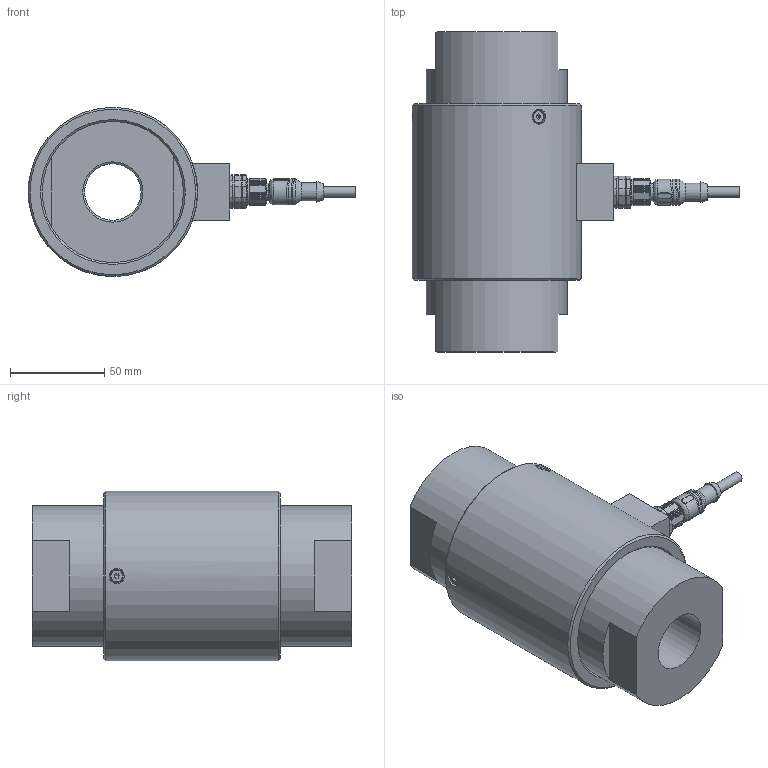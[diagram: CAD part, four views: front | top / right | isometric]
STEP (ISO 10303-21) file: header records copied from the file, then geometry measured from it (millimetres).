
FILE_DESCRIPTION (( 'STEP AP214' ), '1' );
FILE_NAME ('a_ZK2B50k...100K-N2.STEP', '2025-05-07T05:31:34', ( '' ), ( '' ), 'SwSTEP 2.0', 'SolidWorks 2023', '' );
FILE_SCHEMA (( 'AUTOMOTIVE_DESIGN' ));
Length unit declared in the file: millimetre
Products named in the file (1): a_ZK2B50k...100K-N2
Bounding box: 174.13 x 170 x 90 mm (x, y, z)
Volume: 805537.5 mm3; surface area: 128800.1 mm2
Topology: 8 solids, 13 shells, 734 faces, 1889 edges, 1216 vertices
Faces by surface type: plane 419, cylinder 204, cone 85, bspline 17, torus 9
Full cylindrical faces by diameter (mm): 1 x8, 1.1 x4, 1.15 x4, 1.2 x1, 1.5 x4, 1.55 x8, 1.6 x8, 1.85 x4, 2.5 x4, 3.3 x3, 4 x3, 4.5 x3, 5.6 x1, 7 x3, 7.65 x1, 8 x3, 8.375 x1, 8.42 x1, 9.22 x1, 9.3 x1, 9.6 x1, 9.7 x1, 9.95 x1, 10.4 x1, 10.8 x1, 11 x1, 12 x1, 13.4 x2, 13.5 x2, 13.8 x3
Entity records: 22662 total; most frequent: CARTESIAN_POINT 5999, DIRECTION 3332, ORIENTED_EDGE 3290, EDGE_CURVE 1645, AXIS2_PLACEMENT_3D 1231, VERTEX_POINT 1134, EDGE_LOOP 971, VECTOR 870
